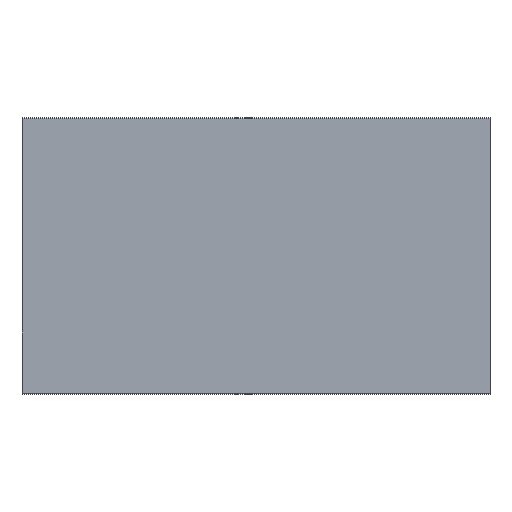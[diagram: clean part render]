
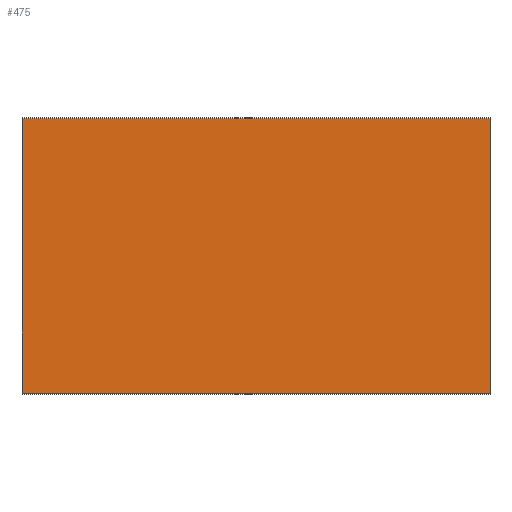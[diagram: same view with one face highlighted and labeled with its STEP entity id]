
A CAD part, top view. The second image highlights one B-rep face of the part: STEP entity #475.
In plain terms, the highlighted planar face has unit normal (0, 0, 1).
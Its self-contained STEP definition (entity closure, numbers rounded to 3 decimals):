
#39=FACE_OUTER_BOUND('',#63,.T.);
#63=EDGE_LOOP('',(#393,#394,#395,#396));
#80=LINE('',#675,#142);
#100=LINE('',#718,#162);
#103=LINE('',#724,#165);
#125=LINE('',#770,#187);
#142=VECTOR('',#548,10.);
#162=VECTOR('',#578,10.);
#165=VECTOR('',#583,10.);
#187=VECTOR('',#631,10.);
#202=VERTEX_POINT('',#672);
#203=VERTEX_POINT('',#674);
#221=VERTEX_POINT('',#716);
#222=VERTEX_POINT('',#720);
#248=EDGE_CURVE('',#203,#202,#80,.T.);
#270=EDGE_CURVE('',#221,#202,#100,.T.);
#273=EDGE_CURVE('',#203,#222,#103,.T.);
#296=EDGE_CURVE('',#221,#222,#125,.T.);
#393=ORIENTED_EDGE('',*,*,#270,.F.);
#394=ORIENTED_EDGE('',*,*,#296,.T.);
#395=ORIENTED_EDGE('',*,*,#273,.F.);
#396=ORIENTED_EDGE('',*,*,#248,.T.);
#452=PLANE('',#522);
#475=ADVANCED_FACE('',(#39),#452,.T.);
#522=AXIS2_PLACEMENT_3D('',#769,#629,#630);
#548=DIRECTION('',(0.,-1.,0.));
#578=DIRECTION('',(-1.,0.,0.));
#583=DIRECTION('',(1.,0.,0.));
#629=DIRECTION('center_axis',(0.,0.,1.));
#630=DIRECTION('ref_axis',(1.,0.,0.));
#631=DIRECTION('',(0.,1.,0.));
#672=CARTESIAN_POINT('',(0.,21.188,-175.804));
#674=CARTESIAN_POINT('',(0.,314.188,-175.804));
#675=CARTESIAN_POINT('',(0.,315.188,-175.804));
#716=CARTESIAN_POINT('',(500.,21.188,-175.804));
#718=CARTESIAN_POINT('',(0.,21.188,-175.804));
#720=CARTESIAN_POINT('',(500.,314.188,-175.804));
#724=CARTESIAN_POINT('',(0.,314.188,-175.804));
#769=CARTESIAN_POINT('Origin',(0.,167.688,-175.804));
#770=CARTESIAN_POINT('',(500.,315.188,-175.804));
